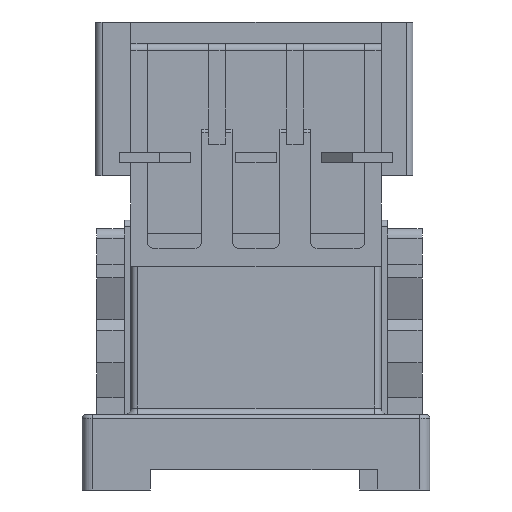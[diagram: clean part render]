
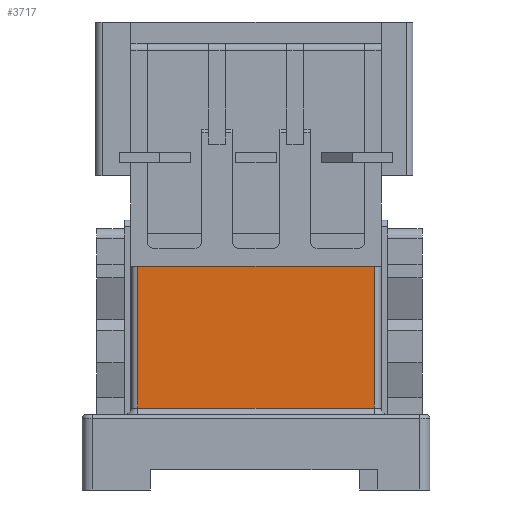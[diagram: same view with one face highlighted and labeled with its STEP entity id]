
A CAD part, front view. The second image highlights one B-rep face of the part: STEP entity #3717.
In plain terms, the highlighted planar face has unit normal (0, -1, 0).
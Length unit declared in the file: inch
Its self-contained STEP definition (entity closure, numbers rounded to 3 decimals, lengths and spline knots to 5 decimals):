
#2508 = EDGE_CURVE ( 'NONE', #24137, #24005, #5661, .T. ) ;
#2833 = AXIS2_PLACEMENT_3D ( 'NONE', #11974, #18607, #16532 ) ;
#3008 = ORIENTED_EDGE ( 'NONE', *, *, #2508, .T. ) ;
#3066 = FACE_OUTER_BOUND ( 'NONE', #15469, .T. ) ;
#3309 = ORIENTED_EDGE ( 'NONE', *, *, #12537, .T. ) ;
#3581 = DIRECTION ( 'NONE',  ( 1., 0., 0. ) ) ;
#3717 = ADVANCED_FACE ( 'NONE', ( #3066 ), #11807, .F. ) ;
#3895 = EDGE_CURVE ( 'NONE', #11353, #24137, #26001, .T. ) ;
#5661 = LINE ( 'NONE', #16322, #12698 ) ;
#7132 = VECTOR ( 'NONE', #16654, 39.37008 ) ;
#9245 = EDGE_CURVE ( 'NONE', #11353, #24134, #24515, .T. ) ;
#10669 = DIRECTION ( 'NONE',  ( 0., 0., -1. ) ) ;
#11353 = VERTEX_POINT ( 'NONE', #14385 ) ;
#11807 = PLANE ( 'NONE',  #2833 ) ;
#11974 = CARTESIAN_POINT ( 'NONE',  ( 1.44094, -1.37795, 0.86614 ) ) ;
#12537 = EDGE_CURVE ( 'NONE', #24005, #24134, #12854, .T. ) ;
#12698 = VECTOR ( 'NONE', #20801, 39.37008 ) ;
#12854 = LINE ( 'NONE', #22386, #7132 ) ;
#13117 = ORIENTED_EDGE ( 'NONE', *, *, #9245, .F. ) ;
#14385 = CARTESIAN_POINT ( 'NONE',  ( -1.3622, -1.37795, 2.58004 ) ) ;
#14567 = CARTESIAN_POINT ( 'NONE',  ( -1.3622, -1.37795, 0.86614 ) ) ;
#14605 = CARTESIAN_POINT ( 'NONE',  ( 1.3622, -1.37795, 0.94488 ) ) ;
#15469 = EDGE_LOOP ( 'NONE', ( #22958, #3008, #3309, #13117 ) ) ;
#16322 = CARTESIAN_POINT ( 'NONE',  ( 1.3622, -1.37795, 0.94488 ) ) ;
#16532 = DIRECTION ( 'NONE',  ( 0., 0., 1. ) ) ;
#16654 = DIRECTION ( 'NONE',  ( 0., 0., 1. ) ) ;
#18607 = DIRECTION ( 'NONE',  ( 0., 1., 0. ) ) ;
#18768 = VECTOR ( 'NONE', #3581, 39.37008 ) ;
#19087 = CARTESIAN_POINT ( 'NONE',  ( -1.3622, -1.37795, 0.94488 ) ) ;
#20801 = DIRECTION ( 'NONE',  ( 1., 0., 0. ) ) ;
#21609 = CARTESIAN_POINT ( 'NONE',  ( -1.44094, -1.37795, 2.58004 ) ) ;
#22386 = CARTESIAN_POINT ( 'NONE',  ( 1.3622, -1.37795, 0.86614 ) ) ;
#22958 = ORIENTED_EDGE ( 'NONE', *, *, #3895, .T. ) ;
#24005 = VERTEX_POINT ( 'NONE', #14605 ) ;
#24134 = VERTEX_POINT ( 'NONE', #25834 ) ;
#24137 = VERTEX_POINT ( 'NONE', #19087 ) ;
#24421 = VECTOR ( 'NONE', #10669, 39.37008 ) ;
#24515 = LINE ( 'NONE', #21609, #18768 ) ;
#25834 = CARTESIAN_POINT ( 'NONE',  ( 1.3622, -1.37795, 2.58004 ) ) ;
#26001 = LINE ( 'NONE', #14567, #24421 ) ;
